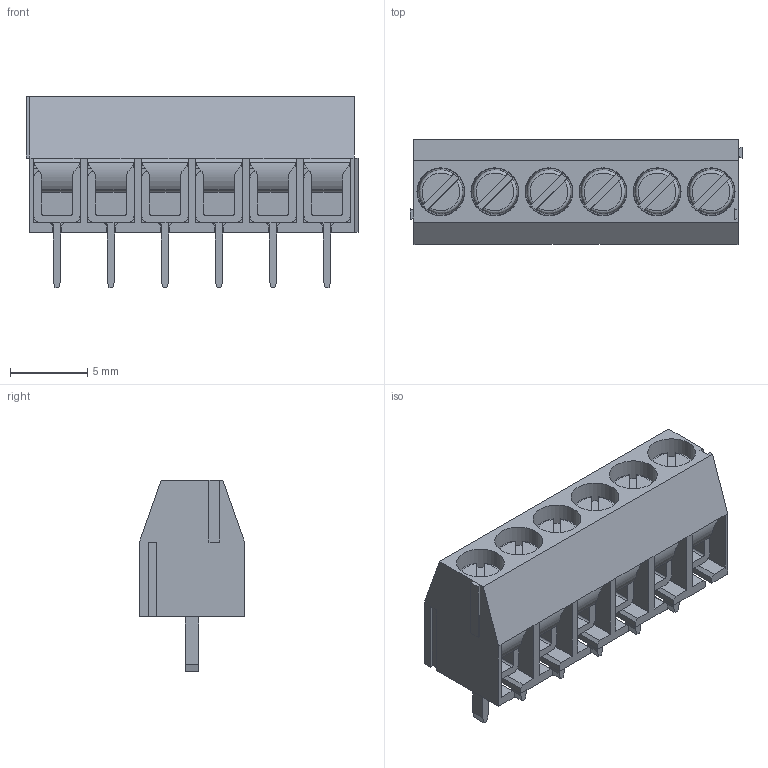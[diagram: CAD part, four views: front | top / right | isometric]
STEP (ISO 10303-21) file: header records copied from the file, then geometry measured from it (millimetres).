
FILE_DESCRIPTION(('FreeCAD Model'),'2;1');
FILE_NAME('Open CASCADE Shape Model','2023-02-18T22:11:40',( 'kicad StepUp'),('ksu MCAD'),'Open CASCADE STEP processor 7.6', 'FreeCAD','Unknown');
FILE_SCHEMA(('AUTOMOTIVE_DESIGN { 1 0 10303 214 1 1 1 1 }'));
Length unit declared in the file: millimetre
Products named in the file (20): PCB_Terminal_Block_6-P3.5; Body061; Body062; Body063; M1.6x4-Screw038; Body064; Body065; Body066; Body067; Body068; Body069; Body070; Body071; Body072; Body073; Body074; Body075; Body076; Body077; Body078
Assembly tree (19 placements, depth 2):
  PCB_Terminal_Block_6-P3.5
    Body061
    Body062
    Body063
    M1.6x4-Screw038
    Body064
    Body065
    Body066
    Body067
    Body068
    Body069
    Body070
    Body071
    Body072
    Body073
    Body074
    Body075
    Body076
    Body077
    Body078
Bounding box: 21.5 x 6.8 x 12.4 mm (x, y, z)
Volume: 862.1 mm3; surface area: 2734.2 mm2
Topology: 19 solids, 19 shells, 578 faces, 1563 edges, 1022 vertices
Faces by surface type: plane 386, cylinder 168, revolution 18, cone 6
Full cylindrical faces by diameter (mm): 1.25 x12, 1.6 x6, 1.8 x6, 2.1 x6, 3.1 x6
Entity records: 19532 total; most frequent: CARTESIAN_POINT 4149, ORIENTED_EDGE 3128, DIRECTION 3065, EDGE_CURVE 1563, LINE 1083, VECTOR 1083, VERTEX_POINT 1022, AXIS2_PLACEMENT_3D 982
